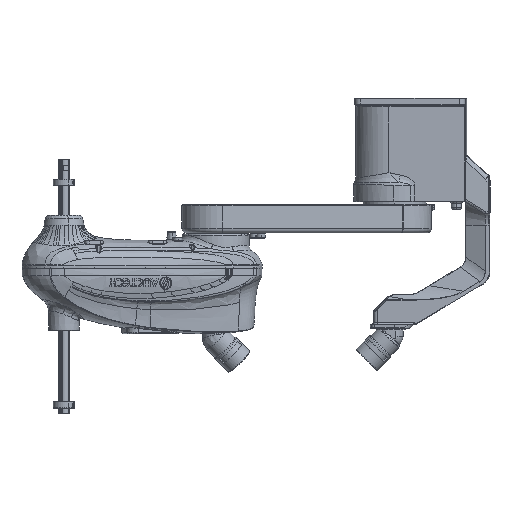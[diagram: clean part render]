
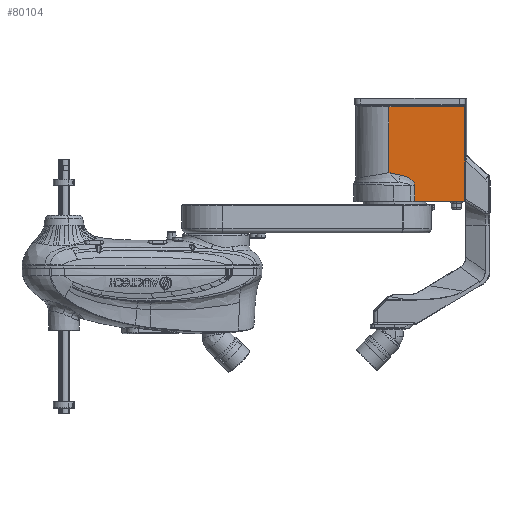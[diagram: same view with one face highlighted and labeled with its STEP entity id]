
A CAD part, front view. The second image highlights one B-rep face of the part: STEP entity #80104.
In plain terms, the highlighted face is planar.
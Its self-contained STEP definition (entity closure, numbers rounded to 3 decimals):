
#609 = EDGE_CURVE ( 'NONE', #153663, #35709, #141076, .T. ) ;
#3035 = CARTESIAN_POINT ( 'NONE',  ( 24.834, 104.644, 1423.001 ) ) ;
#7627 = VECTOR ( 'NONE', #61303, 1000. ) ;
#9486 = CARTESIAN_POINT ( 'NONE',  ( 127.812, 69.046, 1423.001 ) ) ;
#11313 = CARTESIAN_POINT ( 'NONE',  ( 129.26, 71.511, 1423.001 ) ) ;
#11926 = CARTESIAN_POINT ( 'NONE',  ( 130.25, 74.941, 1423.001 ) ) ;
#17289 = PLANE ( 'NONE',  #81960 ) ;
#24374 = CARTESIAN_POINT ( 'NONE',  ( 125.489, 66.344, 1423.001 ) ) ;
#25181 = CARTESIAN_POINT ( 'NONE',  ( 104.811, 57.534, 1423.001 ) ) ;
#25595 = CARTESIAN_POINT ( 'NONE',  ( 129.649, 72.517, 1423.001 ) ) ;
#25792 = CARTESIAN_POINT ( 'NONE',  ( 101.454, 56.958, 1423.001 ) ) ;
#26210 = CARTESIAN_POINT ( 'NONE',  ( 114.465, 60.001, 1423.001 ) ) ;
#32411 = CARTESIAN_POINT ( 'NONE',  ( 218.834, -63.356, 1423.001 ) ) ;
#32592 = ORIENTED_EDGE ( 'NONE', *, *, #112227, .T. ) ;
#34620 = CARTESIAN_POINT ( 'NONE',  ( 130.32, 104.644, 1423.001 ) ) ;
#35709 = VERTEX_POINT ( 'NONE', #89140 ) ;
#38101 = CARTESIAN_POINT ( 'NONE',  ( 127.599, 68.754, 1423.001 ) ) ;
#38712 = CARTESIAN_POINT ( 'NONE',  ( 121.494, 63.351, 1423.001 ) ) ;
#39318 = CARTESIAN_POINT ( 'NONE',  ( 115.799, 60.502, 1423.001 ) ) ;
#39923 = CARTESIAN_POINT ( 'NONE',  ( 130.047, 73.893, 1423.001 ) ) ;
#40546 = CARTESIAN_POINT ( 'NONE',  ( 219.834, -63.356, 1423.001 ) ) ;
#45570 = B_SPLINE_CURVE_WITH_KNOTS ( 'NONE', 3,
 ( #123275, #140043, #109608, #165602, #67325, #26210, #39318, #166829, #138803, #38712, #82834, #168052, #52387, #24374, #125106, #38101, #9486, #97116, #123877, #138191, #11313, #25595, #53622, #67939, #39923, #11926, #139416, #80983 ),
 .UNSPECIFIED., .F., .F.,
 ( 4, 2, 2, 2, 2, 2, 2, 2, 2, 2, 2, 2, 2, 4 ),
 ( 0., 0.004, 0.009, 0.013, 0.017, 0.019, 0.021, 0.026, 0.027, 0.028, 0.03, 0.031, 0.032, 0.034 ),
 .UNSPECIFIED. ) ;
#45940 = DIRECTION ( 'NONE',  ( 0., 0., 1. ) ) ;
#46460 = DIRECTION ( 'NONE',  ( 0., 1., 0. ) ) ;
#48346 = VECTOR ( 'NONE', #89979, 1000. ) ;
#52387 = CARTESIAN_POINT ( 'NONE',  ( 123.843, 64.98, 1423.001 ) ) ;
#53622 = CARTESIAN_POINT ( 'NONE',  ( 129.764, 72.859, 1423.001 ) ) ;
#57094 = CARTESIAN_POINT ( 'NONE',  ( 218.834, 104.644, 1423.001 ) ) ;
#57797 = ORIENTED_EDGE ( 'NONE', *, *, #97025, .T. ) ;
#60264 = DIRECTION ( 'NONE',  ( 1., 0., 0. ) ) ;
#61303 = DIRECTION ( 'NONE',  ( 0., 1., 0. ) ) ;
#62270 = ORIENTED_EDGE ( 'NONE', *, *, #161725, .T. ) ;
#67325 = CARTESIAN_POINT ( 'NONE',  ( 111.752, 59.114, 1423.001 ) ) ;
#67337 = DIRECTION ( 'NONE',  ( -1., 0., 0. ) ) ;
#67939 = CARTESIAN_POINT ( 'NONE',  ( 129.963, 73.547, 1423.001 ) ) ;
#74781 = ORIENTED_EDGE ( 'NONE', *, *, #119630, .T. ) ;
#77690 = VECTOR ( 'NONE', #67337, 1000. ) ;
#80104 = ADVANCED_FACE ( 'NONE', ( #128422 ), #17289, .F. ) ;
#80983 = CARTESIAN_POINT ( 'NONE',  ( 130.32, 76.374, 1423.001 ) ) ;
#81960 = AXIS2_PLACEMENT_3D ( 'NONE', #3035, #45940, #60264 ) ;
#82206 = VERTEX_POINT ( 'NONE', #32411 ) ;
#82417 = CARTESIAN_POINT ( 'NONE',  ( 88.151, 54.058, 1423.001 ) ) ;
#82834 = CARTESIAN_POINT ( 'NONE',  ( 122.094, 63.732, 1423.001 ) ) ;
#85488 = VECTOR ( 'NONE', #170929, 1000. ) ;
#86106 = LINE ( 'NONE', #148413, #48346 ) ;
#89140 = CARTESIAN_POINT ( 'NONE',  ( 84.834, 53.294, 1423.001 ) ) ;
#89979 = DIRECTION ( 'NONE',  ( 1., 0., 0. ) ) ;
#90606 = LINE ( 'NONE', #34620, #161870 ) ;
#96505 = CARTESIAN_POINT ( 'NONE',  ( 130.32, 103.644, 1423.001 ) ) ;
#97025 = EDGE_CURVE ( 'NONE', #35709, #135811, #111733, .T. ) ;
#97116 = CARTESIAN_POINT ( 'NONE',  ( 128.217, 69.639, 1423.001 ) ) ;
#97642 = CARTESIAN_POINT ( 'NONE',  ( 104.811, 57.534, 1423.001 ) ) ;
#101993 = ORIENTED_EDGE ( 'NONE', *, *, #609, .T. ) ;
#103400 = LINE ( 'NONE', #57094, #85488 ) ;
#105400 = CARTESIAN_POINT ( 'NONE',  ( 84.834, 104.644, 1423.001 ) ) ;
#106310 = VERTEX_POINT ( 'NONE', #175123 ) ;
#109608 = CARTESIAN_POINT ( 'NONE',  ( 107.613, 58.061, 1423.001 ) ) ;
#110431 = CARTESIAN_POINT ( 'NONE',  ( 84.834, 53.294, 1423.001 ) ) ;
#110450 = ORIENTED_EDGE ( 'NONE', *, *, #119462, .T. ) ;
#111733 = B_SPLINE_CURVE_WITH_KNOTS ( 'NONE', 3,
 ( #110431, #82417, #183181, #181964, #25792, #25181 ),
 .UNSPECIFIED., .F., .F.,
 ( 4, 2, 4 ),
 ( 0., 0.01, 0.02 ),
 .UNSPECIFIED. ) ;
#112227 = EDGE_CURVE ( 'NONE', #82206, #153663, #139938, .T. ) ;
#115664 = EDGE_CURVE ( 'NONE', #135811, #106310, #45570, .T. ) ;
#119462 = EDGE_CURVE ( 'NONE', #106310, #124094, #90606, .T. ) ;
#119630 = EDGE_CURVE ( 'NONE', #124094, #134644, #86106, .T. ) ;
#119629 = CARTESIAN_POINT ( 'NONE',  ( 218.834, 103.644, 1423.001 ) ) ;
#123275 = CARTESIAN_POINT ( 'NONE',  ( 104.811, 57.534, 1423.001 ) ) ;
#123877 = CARTESIAN_POINT ( 'NONE',  ( 128.408, 69.942, 1423.001 ) ) ;
#124094 = VERTEX_POINT ( 'NONE', #96505 ) ;
#125106 = CARTESIAN_POINT ( 'NONE',  ( 126.496, 67.344, 1423.001 ) ) ;
#128422 = FACE_OUTER_BOUND ( 'NONE', #172598, .T. ) ;
#134644 = VERTEX_POINT ( 'NONE', #119629 ) ;
#135811 = VERTEX_POINT ( 'NONE', #97642 ) ;
#138191 = CARTESIAN_POINT ( 'NONE',  ( 128.947, 70.868, 1423.001 ) ) ;
#138803 = CARTESIAN_POINT ( 'NONE',  ( 119.661, 62.27, 1423.001 ) ) ;
#139416 = CARTESIAN_POINT ( 'NONE',  ( 130.32, 75.651, 1423.001 ) ) ;
#139938 = LINE ( 'NONE', #40546, #77690 ) ;
#140043 = CARTESIAN_POINT ( 'NONE',  ( 106.217, 57.776, 1423.001 ) ) ;
#141076 = LINE ( 'NONE', #105400, #7627 ) ;
#148413 = CARTESIAN_POINT ( 'NONE',  ( 130.32, 103.644, 1423.001 ) ) ;
#153663 = VERTEX_POINT ( 'NONE', #166071 ) ;
#161725 = EDGE_CURVE ( 'NONE', #134644, #82206, #103400, .T. ) ;
#161870 = VECTOR ( 'NONE', #46460, 1000. ) ;
#164152 = ORIENTED_EDGE ( 'NONE', *, *, #115664, .T. ) ;
#165602 = CARTESIAN_POINT ( 'NONE',  ( 110.38, 58.73, 1423.001 ) ) ;
#166071 = CARTESIAN_POINT ( 'NONE',  ( 84.834, -63.356, 1423.001 ) ) ;
#166829 = CARTESIAN_POINT ( 'NONE',  ( 118.396, 61.636, 1423.001 ) ) ;
#168052 = CARTESIAN_POINT ( 'NONE',  ( 123.269, 64.547, 1423.001 ) ) ;
#170929 = DIRECTION ( 'NONE',  ( 0., -1., 0. ) ) ;
#172598 = EDGE_LOOP ( 'NONE', ( #62270, #32592, #101993, #57797, #164152, #110450, #74781 ) ) ;
#175123 = CARTESIAN_POINT ( 'NONE',  ( 130.32, 76.374, 1423.001 ) ) ;
#181964 = CARTESIAN_POINT ( 'NONE',  ( 98.119, 56.278, 1423.001 ) ) ;
#183181 = CARTESIAN_POINT ( 'NONE',  ( 91.467, 54.828, 1423.001 ) ) ;
